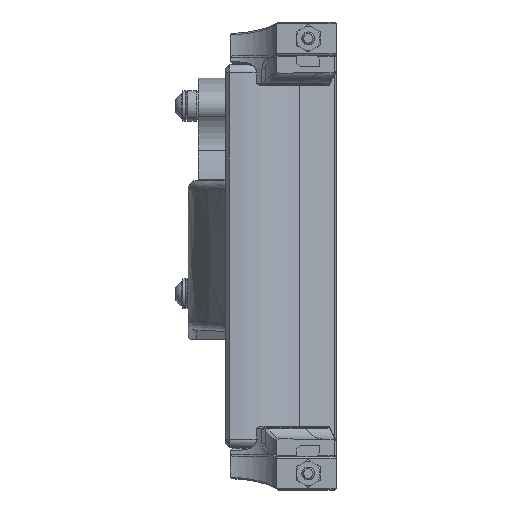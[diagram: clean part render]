
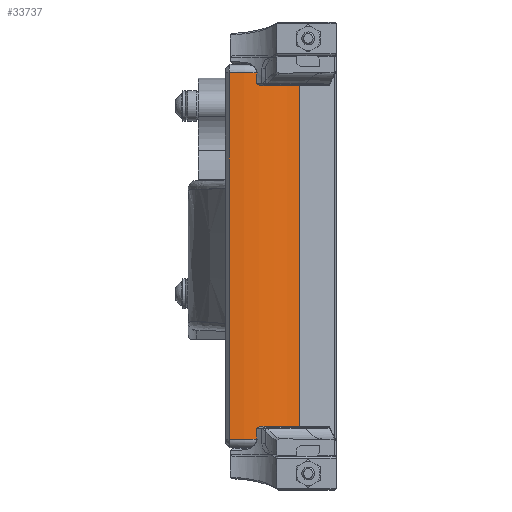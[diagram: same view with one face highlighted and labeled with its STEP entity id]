
A CAD part, top view. The second image highlights one B-rep face of the part: STEP entity #33737.
In plain terms, the highlighted cylindrical face has radius 23.763 mm (diameter 47.526 mm), a partial arc.
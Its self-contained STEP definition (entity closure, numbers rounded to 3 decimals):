
#1812=CYLINDRICAL_SURFACE('',#35862,23.763);
#2126=CIRCLE('',#35861,23.763);
#2127=CIRCLE('',#35863,23.763);
#3304=FACE_OUTER_BOUND('',#5356,.T.);
#5356=EDGE_LOOP('',(#23129,#23130,#23131,#23132));
#7491=LINE('',#48091,#10827);
#7736=LINE('',#48775,#11072);
#10827=VECTOR('',#38728,10.);
#11072=VECTOR('',#39287,10.);
#14243=VERTEX_POINT('',#48085);
#14244=VERTEX_POINT('',#48089);
#14416=VERTEX_POINT('',#48772);
#14417=VERTEX_POINT('',#48774);
#17379=EDGE_CURVE('',#14243,#14244,#7491,.T.);
#17674=EDGE_CURVE('',#14416,#14417,#7736,.T.);
#17692=EDGE_CURVE('',#14417,#14244,#2126,.T.);
#17693=EDGE_CURVE('',#14243,#14416,#2127,.T.);
#23129=ORIENTED_EDGE('',*,*,#17674,.F.);
#23130=ORIENTED_EDGE('',*,*,#17693,.F.);
#23131=ORIENTED_EDGE('',*,*,#17379,.T.);
#23132=ORIENTED_EDGE('',*,*,#17692,.F.);
#33737=ADVANCED_FACE('',(#3304),#1812,.T.);
#35861=AXIS2_PLACEMENT_3D('',#48940,#39299,#39300);
#35862=AXIS2_PLACEMENT_3D('',#48941,#39301,#39302);
#35863=AXIS2_PLACEMENT_3D('',#48942,#39303,#39304);
#38728=DIRECTION('',(0.,1.,0.));
#39287=DIRECTION('',(0.,1.,0.));
#39299=DIRECTION('center_axis',(0.,1.,0.));
#39300=DIRECTION('ref_axis',(0.301,0.,0.954));
#39301=DIRECTION('center_axis',(0.,1.,0.));
#39302=DIRECTION('ref_axis',(-0.087,0.,0.996));
#39303=DIRECTION('center_axis',(0.,-1.,0.));
#39304=DIRECTION('ref_axis',(0.301,0.,0.954));
#48085=CARTESIAN_POINT('',(105.513,-74.35,223.64));
#48089=CARTESIAN_POINT('',(105.513,10.65,223.64));
#48091=CARTESIAN_POINT('',(105.513,-31.85,223.64));
#48772=CARTESIAN_POINT('',(89.165,-74.35,229.176));
#48774=CARTESIAN_POINT('',(89.165,10.65,229.176));
#48775=CARTESIAN_POINT('',(89.165,-31.85,229.176));
#48940=CARTESIAN_POINT('Origin',(90.239,10.65,205.437));
#48941=CARTESIAN_POINT('Origin',(90.239,-31.85,205.437));
#48942=CARTESIAN_POINT('Origin',(90.239,-74.35,205.437));
